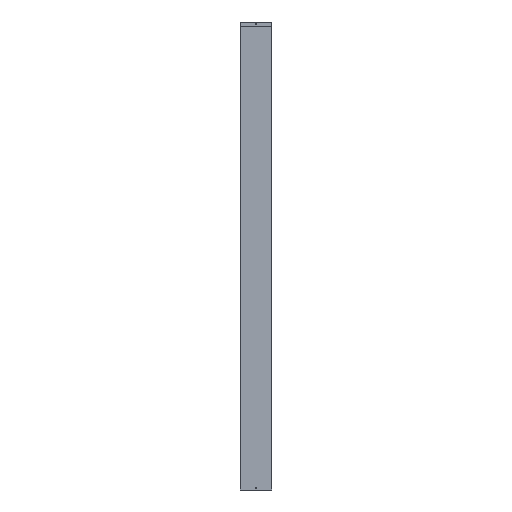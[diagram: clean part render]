
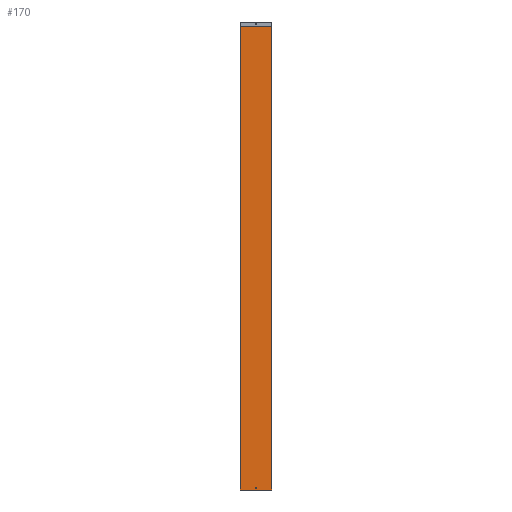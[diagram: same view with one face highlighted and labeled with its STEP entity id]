
A CAD part, front view. The second image highlights one B-rep face of the part: STEP entity #170.
In plain terms, the highlighted planar face has unit normal (0, -1, 0).
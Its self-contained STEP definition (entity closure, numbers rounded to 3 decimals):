
#3 = CARTESIAN_POINT ( 'NONE',  ( -100., 0., 0. ) ) ;
#14 = CARTESIAN_POINT ( 'NONE',  ( -100., 0., 2969. ) ) ;
#31 = DIRECTION ( 'NONE',  ( 0., 0., 1. ) ) ;
#32 = DIRECTION ( 'NONE',  ( 0., -1., 0. ) ) ;
#33 = CARTESIAN_POINT ( 'NONE',  ( 0., 0., 15. ) ) ;
#36 = CARTESIAN_POINT ( 'NONE',  ( 100., 0., 2969. ) ) ;
#45 = DIRECTION ( 'NONE',  ( 0., 0., -1. ) ) ;
#47 = CARTESIAN_POINT ( 'NONE',  ( -100., 0., 2969. ) ) ;
#56 = CARTESIAN_POINT ( 'NONE',  ( 100., 0., 0. ) ) ;
#70 = DIRECTION ( 'NONE',  ( 1., 0., 0. ) ) ;
#71 = DIRECTION ( 'NONE',  ( 1., 0., 0. ) ) ;
#73 = CARTESIAN_POINT ( 'NONE',  ( -100., 0., 0. ) ) ;
#87 = CARTESIAN_POINT ( 'NONE',  ( -100., 0., 2969. ) ) ;
#100 = DIRECTION ( 'NONE',  ( 0., 0., -1. ) ) ;
#120 = CARTESIAN_POINT ( 'NONE',  ( 100., 0., 2969. ) ) ;
#170 = ADVANCED_FACE ( 'NONE', ( #501, #489 ), #790, .F. ) ;
#216 = AXIS2_PLACEMENT_3D ( 'NONE', #793, #827, #829 ) ;
#221 = AXIS2_PLACEMENT_3D ( 'NONE', #33, #32, #31 ) ;
#276 = EDGE_CURVE ( 'NONE', #541, #546, #475, .T. ) ;
#287 = EDGE_CURVE ( 'NONE', #567, #546, #714, .T. ) ;
#288 = EDGE_CURVE ( 'NONE', #559, #541, #628, .T. ) ;
#297 = EDGE_CURVE ( 'NONE', #559, #567, #373, .T. ) ;
#301 = EDGE_CURVE ( 'NONE', #379, #379, #365, .T. ) ;
#365 = CIRCLE ( 'NONE', #221, 2.5 ) ;
#370 = VECTOR ( 'NONE', #45, 1000. ) ;
#373 = LINE ( 'NONE', #47, #370 ) ;
#379 = VERTEX_POINT ( 'NONE', #849 ) ;
#385 = VECTOR ( 'NONE', #70, 1000. ) ;
#393 = VECTOR ( 'NONE', #71, 1000. ) ;
#457 = VECTOR ( 'NONE', #100, 1000. ) ;
#475 = LINE ( 'NONE', #120, #457 ) ;
#489 = FACE_OUTER_BOUND ( 'NONE', #515, .T. ) ;
#501 = FACE_BOUND ( 'NONE', #523, .T. ) ;
#515 = EDGE_LOOP ( 'NONE', ( #656, #657, #658, #659 ) ) ;
#523 = EDGE_LOOP ( 'NONE', ( #655 ) ) ;
#541 = VERTEX_POINT ( 'NONE', #36 ) ;
#546 = VERTEX_POINT ( 'NONE', #56 ) ;
#559 = VERTEX_POINT ( 'NONE', #14 ) ;
#567 = VERTEX_POINT ( 'NONE', #3 ) ;
#628 = LINE ( 'NONE', #87, #385 ) ;
#655 = ORIENTED_EDGE ( 'NONE', *, *, #301, .F. ) ;
#656 = ORIENTED_EDGE ( 'NONE', *, *, #287, .T. ) ;
#657 = ORIENTED_EDGE ( 'NONE', *, *, #276, .F. ) ;
#658 = ORIENTED_EDGE ( 'NONE', *, *, #288, .F. ) ;
#659 = ORIENTED_EDGE ( 'NONE', *, *, #297, .T. ) ;
#714 = LINE ( 'NONE', #73, #393 ) ;
#790 = PLANE ( 'NONE',  #216 ) ;
#793 = CARTESIAN_POINT ( 'NONE',  ( -100., 0., 2969. ) ) ;
#827 = DIRECTION ( 'NONE',  ( 0., 1., 0. ) ) ;
#829 = DIRECTION ( 'NONE',  ( 0., 0., 1. ) ) ;
#849 = CARTESIAN_POINT ( 'NONE',  ( 0., 0., 17.5 ) ) ;
